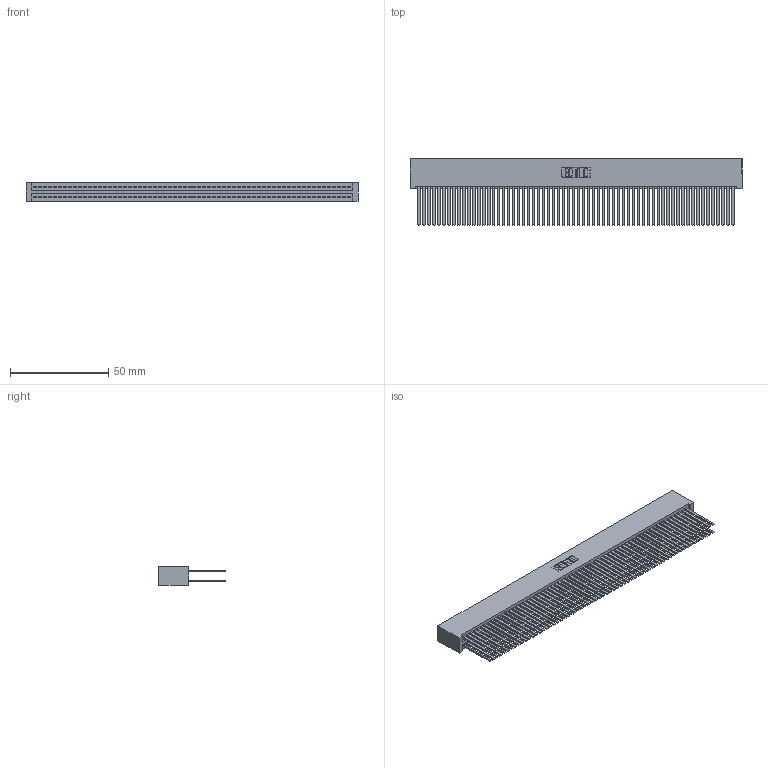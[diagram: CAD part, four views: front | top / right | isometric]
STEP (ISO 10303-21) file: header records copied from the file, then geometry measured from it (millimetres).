
FILE_DESCRIPTION (( 'STEP AP203' ), '1' );
FILE_NAME ('345-128-544-201.STEP', '2019-11-07T09:12:21', ( '' ), ( '' ), 'SwSTEP 2.0', 'SolidWorks 2016', '' );
FILE_SCHEMA (( 'CONFIG_CONTROL_DESIGN' ));
Length unit declared in the file: inch
Products named in the file (3): 345-128-544-201; 345-292-001_345-293-144; 345 Part_No Mounting Lugs
Assembly tree (129 placements, depth 2):
  345-128-544-201
    345 Part_No Mounting Lugs
    345-292-001_345-293-144  x128
Bounding box: 169.16 x 33.96 x 9.4 mm (x, y, z)
Volume: 19047.2 mm3; surface area: 34143.3 mm2
Topology: 129 solids, 129 shells, 5750 faces, 17085 edges, 11218 vertices
Faces by surface type: plane 3788, cylinder 1962
Entity records: 46793 total; most frequent: CARTESIAN_POINT 7820, ORIENTED_EDGE 7754, DIRECTION 6861, EDGE_CURVE 3877, VECTOR 3501, LINE 3501, VERTEX_POINT 2582, AXIS2_PLACEMENT_3D 1680
